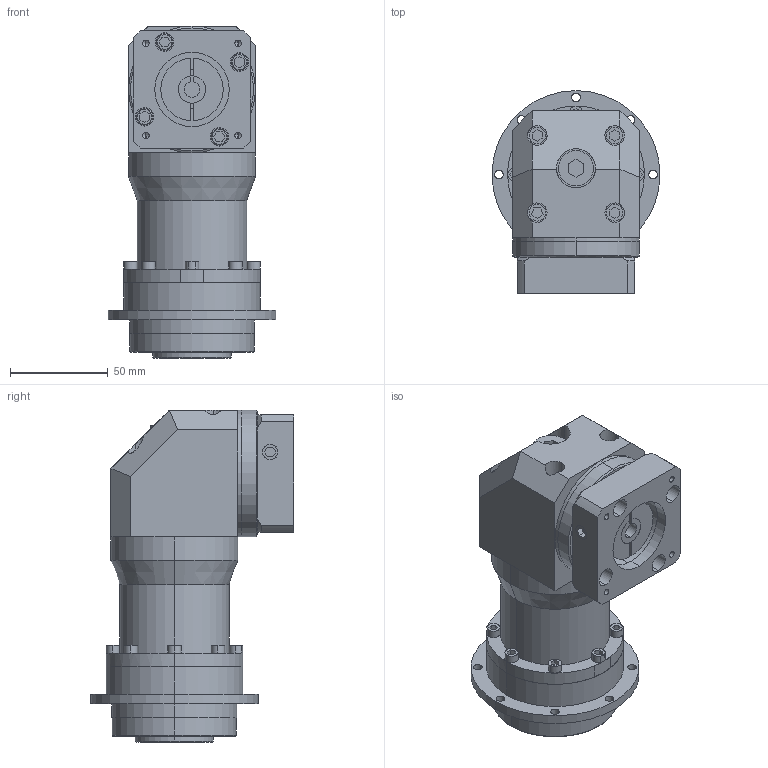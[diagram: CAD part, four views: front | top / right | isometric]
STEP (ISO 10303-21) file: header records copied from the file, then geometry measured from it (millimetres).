
FILE_DESCRIPTION (( 'STEP AP214' ), '1' );
FILE_NAME ('VGZH64三级模型（8-21 38.1-2 4-4.5-47.14-47.14）.STEP', '2018-06-23T08:54:40', ( 'Windows' ), ( 'Microsoft' ), 'SwSTEP 2.0', 'SolidWorks 2016', '' );
FILE_SCHEMA (( 'AUTOMOTIVE_DESIGN' ));
Length unit declared in the file: millimetre
Products named in the file (1): VGZH64三级模型（8-21 38.1-2 4-4.5-47.14-47.14）
Bounding box: 86 x 104 x 170 mm (x, y, z)
Volume: 630475.4 mm3; surface area: 87201.8 mm2
Topology: 5 solids, 5 shells, 441 faces, 1056 edges, 662 vertices
Faces by surface type: plane 231, cylinder 158, cone 38, torus 14
Entity records: 12996 total; most frequent: DIRECTION 2258, CARTESIAN_POINT 2199, ORIENTED_EDGE 2052, EDGE_CURVE 1026, AXIS2_PLACEMENT_3D 813, VERTEX_POINT 662, LINE 632, VECTOR 632
